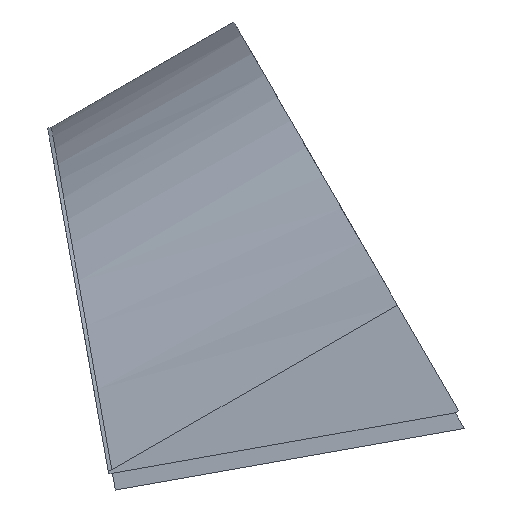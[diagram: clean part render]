
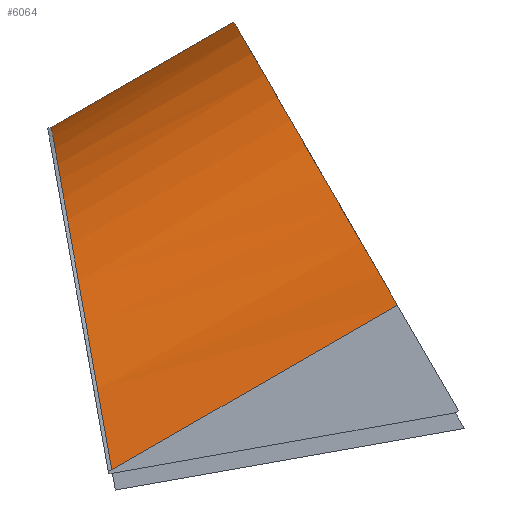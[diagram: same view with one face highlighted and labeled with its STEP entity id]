
A CAD part, left-side view. The second image highlights one B-rep face of the part: STEP entity #6064.
In plain terms, the highlighted free-form (B-spline) face has degree [5, 1] with [14, 2] control points.
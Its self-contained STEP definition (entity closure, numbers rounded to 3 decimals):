
#308=B_SPLINE_SURFACE_WITH_KNOTS('',5,1,((#17185,#17186),(#17187,#17188),
(#17189,#17190),(#17191,#17192),(#17193,#17194),(#17195,#17196),(#17197,
#17198),(#17199,#17200),(#17201,#17202),(#17203,#17204),(#17205,#17206),
(#17207,#17208),(#17209,#17210),(#17211,#17212)),.UNSPECIFIED.,.F.,.F.,
 .F.,(6,1,1,1,1,1,1,1,1,6),(2,2),(0.404,0.604,0.704,
0.804,0.904,1.004,1.104,1.204,
1.304,1.404),(-17.982,8.356),
 .UNSPECIFIED.);
#639=FACE_OUTER_BOUND('',#991,.T.);
#991=EDGE_LOOP('',(#5658,#5659,#5660,#5661));
#1330=LINE('',#17184,#1669);
#1331=LINE('',#17228,#1670);
#1669=VECTOR('',#6589,10.);
#1670=VECTOR('',#6590,10.);
#2259=B_SPLINE_CURVE_WITH_KNOTS('',3,(#16941,#16942,#16943,#16944,#16945,
#16946,#16947,#16948,#16949,#16950,#16951,#16952),.UNSPECIFIED.,.F.,.F.,
(4,2,2,2,2,4),(0.,2.677,5.261,8.185,11.261,
16.312),.UNSPECIFIED.);
#2263=B_SPLINE_CURVE_WITH_KNOTS('',5,(#17214,#17215,#17216,#17217,#17218,
#17219,#17220,#17221,#17222,#17223,#17224,#17225,#17226,#17227),
 .UNSPECIFIED.,.F.,.F.,(6,1,1,1,1,1,1,1,1,6),(0.404,0.604,
0.704,0.804,0.904,1.004,1.104,
1.204,1.304,1.404),.UNSPECIFIED.);
#2868=VERTEX_POINT('',#16939);
#2869=VERTEX_POINT('',#16940);
#2881=VERTEX_POINT('',#17182);
#2882=VERTEX_POINT('',#17213);
#3783=EDGE_CURVE('',#2868,#2869,#2259,.T.);
#3810=EDGE_CURVE('',#2868,#2881,#1330,.T.);
#3811=EDGE_CURVE('',#2882,#2881,#2263,.T.);
#3812=EDGE_CURVE('',#2869,#2882,#1331,.T.);
#5658=ORIENTED_EDGE('',*,*,#3810,.T.);
#5659=ORIENTED_EDGE('',*,*,#3811,.F.);
#5660=ORIENTED_EDGE('',*,*,#3812,.F.);
#5661=ORIENTED_EDGE('',*,*,#3783,.F.);
#6064=ADVANCED_FACE('',(#639),#308,.T.);
#6589=DIRECTION('',(0.,-0.866,0.5));
#6590=DIRECTION('',(0.,-0.866,0.5));
#16939=CARTESIAN_POINT('',(-275.,196.97,151.86));
#16940=CARTESIAN_POINT('',(-173.255,214.801,252.982));
#16941=CARTESIAN_POINT('Ctrl Pts',(-275.,196.97,151.86));
#16942=CARTESIAN_POINT('Ctrl Pts',(-275.,198.52,160.647));
#16943=CARTESIAN_POINT('Ctrl Pts',(-274.221,200.075,169.472));
#16944=CARTESIAN_POINT('Ctrl Pts',(-270.874,203.056,186.374));
#16945=CARTESIAN_POINT('Ctrl Pts',(-268.342,204.504,194.585));
#16946=CARTESIAN_POINT('Ctrl Pts',(-260.638,207.389,210.946));
#16947=CARTESIAN_POINT('Ctrl Pts',(-255.244,208.77,218.78));
#16948=CARTESIAN_POINT('Ctrl Pts',(-240.911,211.202,232.571));
#16949=CARTESIAN_POINT('Ctrl Pts',(-232.315,212.145,237.923));
#16950=CARTESIAN_POINT('Ctrl Pts',(-207.535,214.034,248.634));
#16951=CARTESIAN_POINT('Ctrl Pts',(-189.986,214.591,251.794));
#16952=CARTESIAN_POINT('Ctrl Pts',(-173.255,214.801,252.982));
#17182=CARTESIAN_POINT('',(-275.,112.66,200.537));
#17184=CARTESIAN_POINT('',(-275.,113.612,199.987));
#17185=CARTESIAN_POINT('Ctrl Pts',(-173.255,317.582,193.641));
#17186=CARTESIAN_POINT('Ctrl Pts',(-173.255,89.49,325.33));
#17187=CARTESIAN_POINT('Ctrl Pts',(-181.119,317.315,193.18));
#17188=CARTESIAN_POINT('Ctrl Pts',(-181.119,89.223,324.869));
#17189=CARTESIAN_POINT('Ctrl Pts',(-192.437,316.68,192.079));
#17190=CARTESIAN_POINT('Ctrl Pts',(-192.437,88.588,323.768));
#17191=CARTESIAN_POINT('Ctrl Pts',(-206.571,315.362,189.796));
#17192=CARTESIAN_POINT('Ctrl Pts',(-206.571,87.27,321.485));
#17193=CARTESIAN_POINT('Ctrl Pts',(-222.562,312.887,185.51));
#17194=CARTESIAN_POINT('Ctrl Pts',(-222.562,84.795,317.199));
#17195=CARTESIAN_POINT('Ctrl Pts',(-238.889,308.546,177.991));
#17196=CARTESIAN_POINT('Ctrl Pts',(-238.889,80.454,309.68));
#17197=CARTESIAN_POINT('Ctrl Pts',(-250.401,303.963,170.053));
#17198=CARTESIAN_POINT('Ctrl Pts',(-250.401,75.871,301.742));
#17199=CARTESIAN_POINT('Ctrl Pts',(-259.674,298.411,160.436));
#17200=CARTESIAN_POINT('Ctrl Pts',(-259.674,70.319,292.125));
#17201=CARTESIAN_POINT('Ctrl Pts',(-266.716,291.999,149.33));
#17202=CARTESIAN_POINT('Ctrl Pts',(-266.716,63.907,281.019));
#17203=CARTESIAN_POINT('Ctrl Pts',(-271.628,284.909,137.051));
#17204=CARTESIAN_POINT('Ctrl Pts',(-271.628,56.818,268.74));
#17205=CARTESIAN_POINT('Ctrl Pts',(-273.944,278.846,126.549));
#17206=CARTESIAN_POINT('Ctrl Pts',(-273.944,50.754,258.238));
#17207=CARTESIAN_POINT('Ctrl Pts',(-274.808,274.144,118.405));
#17208=CARTESIAN_POINT('Ctrl Pts',(-274.808,46.052,250.094));
#17209=CARTESIAN_POINT('Ctrl Pts',(-275.,270.949,112.872));
#17210=CARTESIAN_POINT('Ctrl Pts',(-275.,42.857,244.561));
#17211=CARTESIAN_POINT('Ctrl Pts',(-275.,269.337,110.079));
#17212=CARTESIAN_POINT('Ctrl Pts',(-275.,41.245,241.768));
#17213=CARTESIAN_POINT('',(-173.255,160.904,284.099));
#17214=CARTESIAN_POINT('Ctrl Pts',(-173.255,160.904,284.099));
#17215=CARTESIAN_POINT('Ctrl Pts',(-181.119,160.638,283.638));
#17216=CARTESIAN_POINT('Ctrl Pts',(-192.437,160.002,282.537));
#17217=CARTESIAN_POINT('Ctrl Pts',(-206.571,158.684,280.254));
#17218=CARTESIAN_POINT('Ctrl Pts',(-222.562,156.209,275.967));
#17219=CARTESIAN_POINT('Ctrl Pts',(-238.889,151.868,268.449));
#17220=CARTESIAN_POINT('Ctrl Pts',(-250.401,147.286,260.511));
#17221=CARTESIAN_POINT('Ctrl Pts',(-259.674,141.733,250.894));
#17222=CARTESIAN_POINT('Ctrl Pts',(-266.716,135.321,239.788));
#17223=CARTESIAN_POINT('Ctrl Pts',(-271.628,128.232,227.509));
#17224=CARTESIAN_POINT('Ctrl Pts',(-273.944,122.168,217.006));
#17225=CARTESIAN_POINT('Ctrl Pts',(-274.808,117.466,208.863));
#17226=CARTESIAN_POINT('Ctrl Pts',(-275.,114.272,203.33));
#17227=CARTESIAN_POINT('Ctrl Pts',(-275.,112.66,200.537));
#17228=CARTESIAN_POINT('',(-173.255,161.857,283.549));
